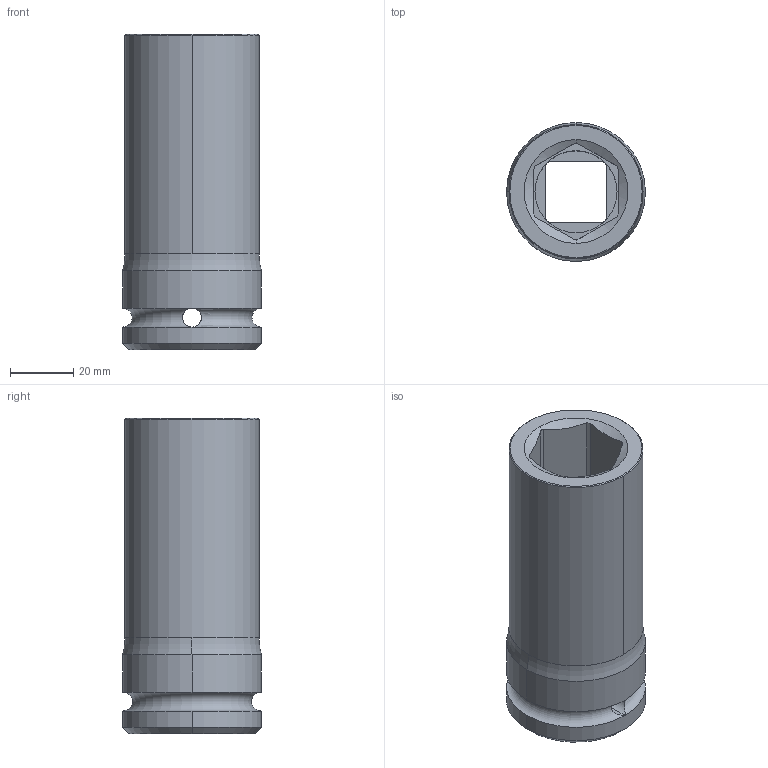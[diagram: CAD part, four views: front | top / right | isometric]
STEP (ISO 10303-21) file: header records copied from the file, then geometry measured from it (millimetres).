
FILE_DESCRIPTION((''),'2;1');
FILE_NAME('4027150399','2023-09-11T13:43:43',('a00565553'),(''),'CREO PARAMETRIC BY PTC INC, 2022414','CREO PARAMETRIC BY PTC INC, 2022414','');
FILE_SCHEMA(('CONFIG_CONTROL_DESIGN','GEOMETRIC_VALIDATION_PROPERTIES_MIM'));
Length unit declared in the file: millimetre
Products named in the file (1): 4027150399
Bounding box: 44 x 44 x 100 mm (x, y, z)
Volume: 89833.7 mm3; surface area: 24236.1 mm2
Topology: 1 solids, 1 shells, 54 faces, 134 edges, 82 vertices
Faces by surface type: cylinder 22, plane 18, cone 10, torus 4
Entity records: 1833 total; most frequent: CARTESIAN_POINT 411, DIRECTION 284, ORIENTED_EDGE 268, EDGE_CURVE 134, AXIS2_PLACEMENT_3D 114, VERTEX_POINT 82, EDGE_LOOP 60, CIRCLE 60
